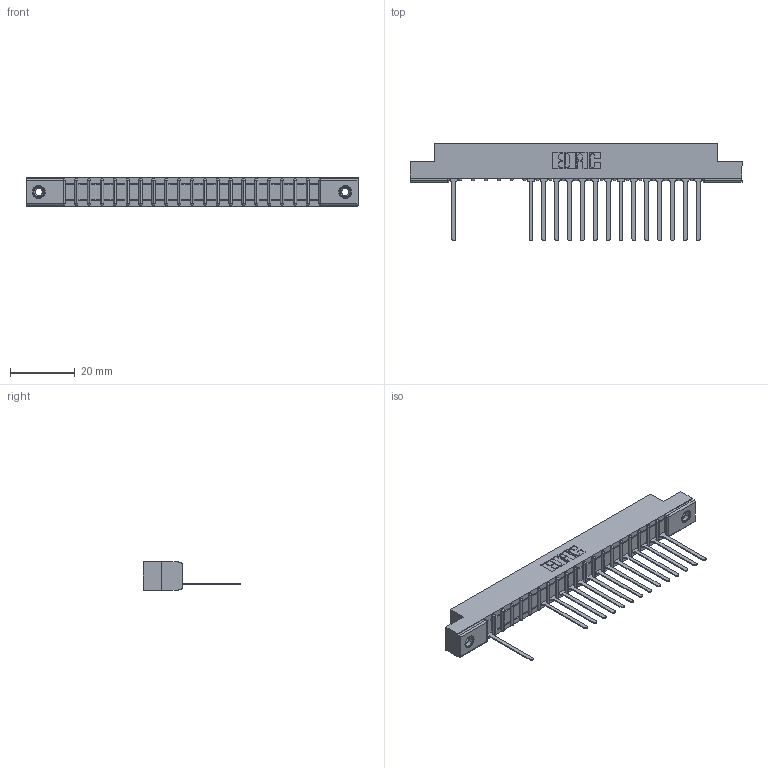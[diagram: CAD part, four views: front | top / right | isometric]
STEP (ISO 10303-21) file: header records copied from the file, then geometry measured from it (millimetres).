
FILE_DESCRIPTION (( 'STEP AP203' ), '1' );
FILE_NAME ('357-020-545-108.STEP', '2018-08-08T07:33:35', ( '' ), ( '' ), 'SwSTEP 2.0', 'SolidWorks 2016', '' );
FILE_SCHEMA (( 'CONFIG_CONTROL_DESIGN' ));
Length unit declared in the file: inch
Products named in the file (4): 307 Part_.156 Dia Mounting Holes; 307-290-001_545; 345-250-001_345-250-003-102; 357-020-545-108
Assembly tree (18 placements, depth 2):
  357-020-545-108
    307 Part_.156 Dia Mounting Holes
    307-290-001_545  x15
    345-250-001_345-250-003-102  x2
Bounding box: 102.26 x 30 x 8.71 mm (x, y, z)
Volume: 6443.4 mm3; surface area: 9868.8 mm2
Topology: 18 solids, 18 shells, 1139 faces, 3209 edges, 2054 vertices
Faces by surface type: plane 717, cylinder 364, sphere 42, cone 12, torus 4
Entity records: 20851 total; most frequent: CARTESIAN_POINT 3506, ORIENTED_EDGE 3490, DIRECTION 3427, EDGE_CURVE 1745, VECTOR 1329, LINE 1329, VERTEX_POINT 1128, AXIS2_PLACEMENT_3D 1049
